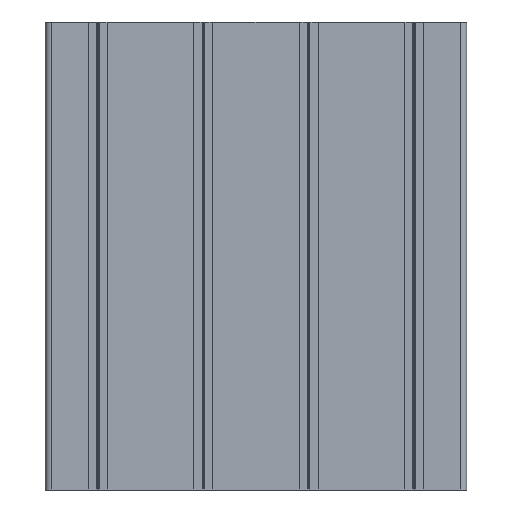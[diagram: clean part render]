
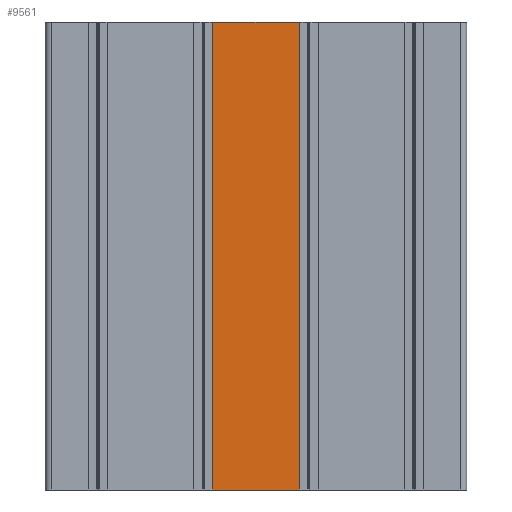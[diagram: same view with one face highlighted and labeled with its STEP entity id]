
A CAD part, front view. The second image highlights one B-rep face of the part: STEP entity #9561.
In plain terms, the highlighted planar face has unit normal (0, -1, 0).
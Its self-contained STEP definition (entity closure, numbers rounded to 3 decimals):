
#57 = DIRECTION ( 'NONE',  ( 0., 0., 1. ) ) ;
#1294 = CARTESIAN_POINT ( 'NONE',  ( -18.4, -22.5, 200. ) ) ;
#1370 = VECTOR ( 'NONE', #8609, 1000. ) ;
#1543 = CARTESIAN_POINT ( 'NONE',  ( -18.4, -22.5, 0. ) ) ;
#1584 = VECTOR ( 'NONE', #3839, 1000. ) ;
#1626 = DIRECTION ( 'NONE',  ( 0., 1., 0. ) ) ;
#1773 = CARTESIAN_POINT ( 'NONE',  ( -18.4, -22.5, 0. ) ) ;
#1803 = VECTOR ( 'NONE', #5391, 1000. ) ;
#1809 = ORIENTED_EDGE ( 'NONE', *, *, #4891, .T. ) ;
#2348 = ORIENTED_EDGE ( 'NONE', *, *, #9775, .F. ) ;
#2416 = ORIENTED_EDGE ( 'NONE', *, *, #8622, .F. ) ;
#2465 = DIRECTION ( 'NONE',  ( 1., 0., 0. ) ) ;
#2618 = VERTEX_POINT ( 'NONE', #1773 ) ;
#3351 = EDGE_CURVE ( 'NONE', #6956, #2618, #10890, .T. ) ;
#3444 = CARTESIAN_POINT ( 'NONE',  ( 18.4, -22.5, 200. ) ) ;
#3588 = EDGE_LOOP ( 'NONE', ( #1809, #2416, #2348, #5029 ) ) ;
#3839 = DIRECTION ( 'NONE',  ( 1., 0., 0. ) ) ;
#4891 = EDGE_CURVE ( 'NONE', #2618, #7610, #7178, .T. ) ;
#4917 = AXIS2_PLACEMENT_3D ( 'NONE', #6014, #1626, #57 ) ;
#5023 = CARTESIAN_POINT ( 'NONE',  ( 18.4, -22.5, 0. ) ) ;
#5029 = ORIENTED_EDGE ( 'NONE', *, *, #3351, .T. ) ;
#5065 = VERTEX_POINT ( 'NONE', #3444 ) ;
#5391 = DIRECTION ( 'NONE',  ( 0., 0., -1. ) ) ;
#5890 = LINE ( 'NONE', #6564, #1370 ) ;
#6014 = CARTESIAN_POINT ( 'NONE',  ( -18.4, -22.5, 200. ) ) ;
#6564 = CARTESIAN_POINT ( 'NONE',  ( 18.4, -22.5, 200. ) ) ;
#6906 = CARTESIAN_POINT ( 'NONE',  ( -18.4, -22.5, 200. ) ) ;
#6956 = VERTEX_POINT ( 'NONE', #6906 ) ;
#7178 = LINE ( 'NONE', #1543, #7440 ) ;
#7440 = VECTOR ( 'NONE', #2465, 1000. ) ;
#7610 = VERTEX_POINT ( 'NONE', #5023 ) ;
#8355 = LINE ( 'NONE', #8959, #1584 ) ;
#8609 = DIRECTION ( 'NONE',  ( 0., 0., -1. ) ) ;
#8622 = EDGE_CURVE ( 'NONE', #5065, #7610, #5890, .T. ) ;
#8671 = PLANE ( 'NONE',  #4917 ) ;
#8758 = FACE_OUTER_BOUND ( 'NONE', #3588, .T. ) ;
#8959 = CARTESIAN_POINT ( 'NONE',  ( -18.4, -22.5, 200. ) ) ;
#9561 = ADVANCED_FACE ( 'NONE', ( #8758 ), #8671, .F. ) ;
#9775 = EDGE_CURVE ( 'NONE', #6956, #5065, #8355, .T. ) ;
#10890 = LINE ( 'NONE', #1294, #1803 ) ;
